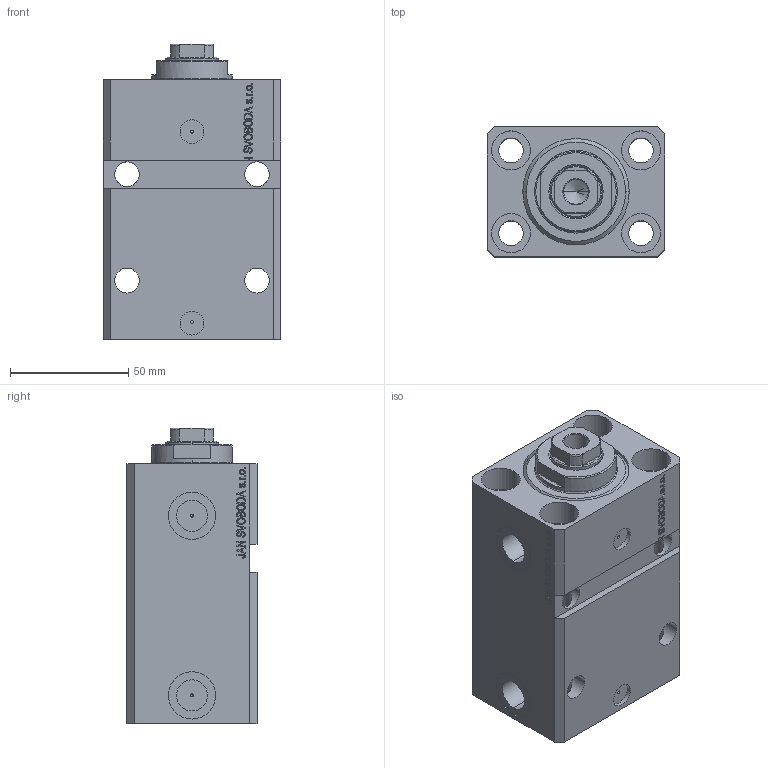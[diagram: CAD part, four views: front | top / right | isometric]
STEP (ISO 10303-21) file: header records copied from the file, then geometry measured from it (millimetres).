
FILE_DESCRIPTION (( 'STEP AP203' ), '1' );
FILE_NAME ('9e07.STEP', '2025-10-30T07:35:31', ( '' ), ( '' ), 'SwSTEP 2.0', 'SolidWorks 2019', '' );
FILE_SCHEMA (( 'CONFIG_CONTROL_DESIGN' ));
Length unit declared in the file: millimetre
Products named in the file (4): V250CE_E_Body 070f5a9c90af0343e4938a537d07bfd8; 9e07; V250CE_VC_E 070f5a9c90af0343e4938a537d07bfd8; V250CE_C_VCP 070f5a9c90af0343e4938a537d07bfd8
Assembly tree (3 placements, depth 2):
  9e07
    V250CE_E_Body 070f5a9c90af0343e4938a537d07bfd8
    V250CE_C_VCP 070f5a9c90af0343e4938a537d07bfd8
    V250CE_VC_E 070f5a9c90af0343e4938a537d07bfd8
Bounding box: 75 x 55 x 125 mm (x, y, z)
Volume: 365492.8 mm3; surface area: 86537.7 mm2
Topology: 3 solids, 3 shells, 930 faces, 2388 edges, 1555 vertices
Faces by surface type: plane 442, bspline 354, cylinder 116, cone 12, torus 6
Entity records: 45144 total; most frequent: CARTESIAN_POINT 24501, ORIENTED_EDGE 4772, DIRECTION 2974, EDGE_CURVE 2386, VERTEX_POINT 1555, VECTOR 1430, LINE 1430, EDGE_LOOP 1067
